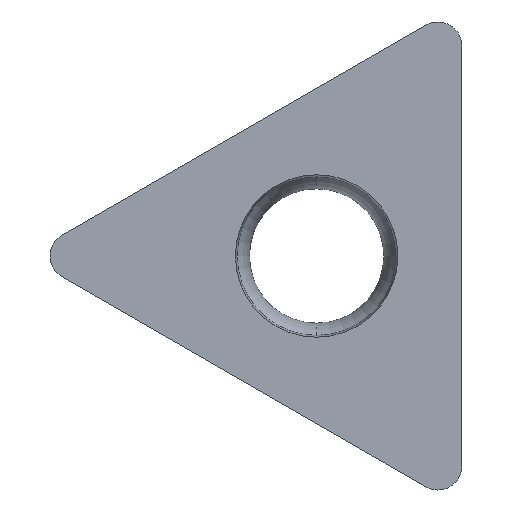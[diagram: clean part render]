
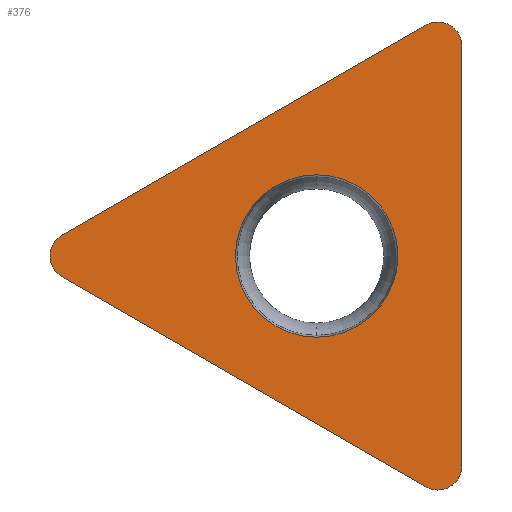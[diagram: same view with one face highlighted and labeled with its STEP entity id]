
A CAD part, left-side view. The second image highlights one B-rep face of the part: STEP entity #376.
In plain terms, the highlighted planar face has unit normal (-1, 0, 0).
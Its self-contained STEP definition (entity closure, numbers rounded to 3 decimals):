
#49=CARTESIAN_POINT('',(0.,0.,15.114));
#50=CARTESIAN_POINT('',(0.,0.,15.228));
#51=CARTESIAN_POINT('',(0.,0.039,15.391));
#52=CARTESIAN_POINT('',(0.,0.163,15.633));
#53=CARTESIAN_POINT('',(0.,0.383,15.826));
#54=CARTESIAN_POINT('',(0.,0.66,15.92));
#55=CARTESIAN_POINT('',(0.,0.932,15.907));
#56=CARTESIAN_POINT('',(0.,1.092,15.859));
#57=CARTESIAN_POINT('',(0.,1.191,15.801));
#63=DIRECTION('',(0.,0.,-1.));
#64=VECTOR('',#63,13.738);
#65=CARTESIAN_POINT('',(0.,0.,15.114));
#66=LINE('',#65,#64);
#70=CARTESIAN_POINT('',(0.,1.191,0.688));
#71=CARTESIAN_POINT('',(0.,1.092,0.63));
#72=CARTESIAN_POINT('',(0.,0.932,0.582));
#73=CARTESIAN_POINT('',(0.,0.66,0.569));
#74=CARTESIAN_POINT('',(0.,0.383,0.663));
#75=CARTESIAN_POINT('',(0.,0.163,0.856));
#76=CARTESIAN_POINT('',(0.,0.039,1.098));
#77=CARTESIAN_POINT('',(0.,0.,1.261));
#78=CARTESIAN_POINT('',(0.,0.,1.375));
#83=DIRECTION('',(0.,0.866,0.5));
#84=VECTOR('',#83,13.738);
#85=CARTESIAN_POINT('',(0.,1.191,0.688));
#86=LINE('',#85,#84);
#90=CARTESIAN_POINT('',(0.,13.089,8.932));
#91=CARTESIAN_POINT('',(0.,13.188,8.875));
#92=CARTESIAN_POINT('',(0.,13.31,8.76));
#93=CARTESIAN_POINT('',(0.,13.457,8.531));
#94=CARTESIAN_POINT('',(0.,13.515,8.245));
#95=CARTESIAN_POINT('',(0.,13.457,7.958));
#96=CARTESIAN_POINT('',(0.,13.31,7.729));
#97=CARTESIAN_POINT('',(0.,13.188,7.614));
#98=CARTESIAN_POINT('',(0.,13.089,7.557));
#103=DIRECTION('',(0.,-0.866,0.5));
#104=VECTOR('',#103,13.738);
#105=CARTESIAN_POINT('',(0.,13.089,8.932));
#106=LINE('',#105,#104);
#110=CARTESIAN_POINT('',(0.,4.76,8.245));
#111=DIRECTION('',(1.,0.,0.));
#112=DIRECTION('',(0.,0.,-1.));
#113=AXIS2_PLACEMENT_3D('',#110,#111,#112);
#118=CARTESIAN_POINT('',(0.,4.76,8.245));
#119=DIRECTION('',(1.,0.,0.));
#120=DIRECTION('',(0.,0.,1.));
#121=AXIS2_PLACEMENT_3D('',#118,#119,#120);
#320=VERTEX_POINT('',#49);
#321=VERTEX_POINT('',#57);
#325=VERTEX_POINT('',#70);
#326=VERTEX_POINT('',#78);
#330=VERTEX_POINT('',#90);
#331=VERTEX_POINT('',#98);
#343=CARTESIAN_POINT('',(0.,4.76,5.585));
#344=CARTESIAN_POINT('',(0.,4.76,10.905));
#345=VERTEX_POINT('',#343);
#346=VERTEX_POINT('',#344);
#351=CARTESIAN_POINT('',(0.,0.,0.));
#352=DIRECTION('',(-1.,0.,0.));
#353=DIRECTION('',(0.,0.,1.));
#354=AXIS2_PLACEMENT_3D('',#351,#352,#353);
#355=PLANE('',#354);
#357=ORIENTED_EDGE('',*,*,#356,.F.);
#359=ORIENTED_EDGE('',*,*,#358,.T.);
#361=ORIENTED_EDGE('',*,*,#360,.F.);
#363=ORIENTED_EDGE('',*,*,#362,.T.);
#365=ORIENTED_EDGE('',*,*,#364,.F.);
#367=ORIENTED_EDGE('',*,*,#366,.T.);
#368=EDGE_LOOP('',(#357,#359,#361,#363,#365,#367));
#369=FACE_OUTER_BOUND('',#368,.F.);
#371=ORIENTED_EDGE('',*,*,#370,.F.);
#373=ORIENTED_EDGE('',*,*,#372,.F.);
#374=EDGE_LOOP('',(#371,#373));
#375=FACE_BOUND('',#374,.F.);
#58=B_SPLINE_CURVE_WITH_KNOTS('',3,(#49,#50,#51,#52,#53,#54,#55,#56,#57),
.UNSPECIFIED.,.F.,.F.,(4,1,1,1,1,1,4),(0.,0.125,0.25,0.5,0.75,0.875,
1.),.UNSPECIFIED.);
#79=B_SPLINE_CURVE_WITH_KNOTS('',3,(#70,#71,#72,#73,#74,#75,#76,#77,#78),
.UNSPECIFIED.,.F.,.F.,(4,1,1,1,1,1,4),(0.,0.125,0.25,0.5,0.75,0.875,
1.),.UNSPECIFIED.);
#99=B_SPLINE_CURVE_WITH_KNOTS('',3,(#90,#91,#92,#93,#94,#95,#96,#97,#98),
.UNSPECIFIED.,.F.,.F.,(4,1,1,1,1,1,4),(0.,0.125,0.25,0.5,0.75,0.875,
1.),.UNSPECIFIED.);
#114=CIRCLE('',#113,2.66);
#122=CIRCLE('',#121,2.66);
#356=EDGE_CURVE('',#320,#321,#58,.T.);
#358=EDGE_CURVE('',#320,#326,#66,.T.);
#360=EDGE_CURVE('',#325,#326,#79,.T.);
#362=EDGE_CURVE('',#325,#331,#86,.T.);
#364=EDGE_CURVE('',#330,#331,#99,.T.);
#366=EDGE_CURVE('',#330,#321,#106,.T.);
#370=EDGE_CURVE('',#345,#346,#114,.T.);
#372=EDGE_CURVE('',#346,#345,#122,.T.);
#376=ADVANCED_FACE('',(#369,#375),#355,.T.);
